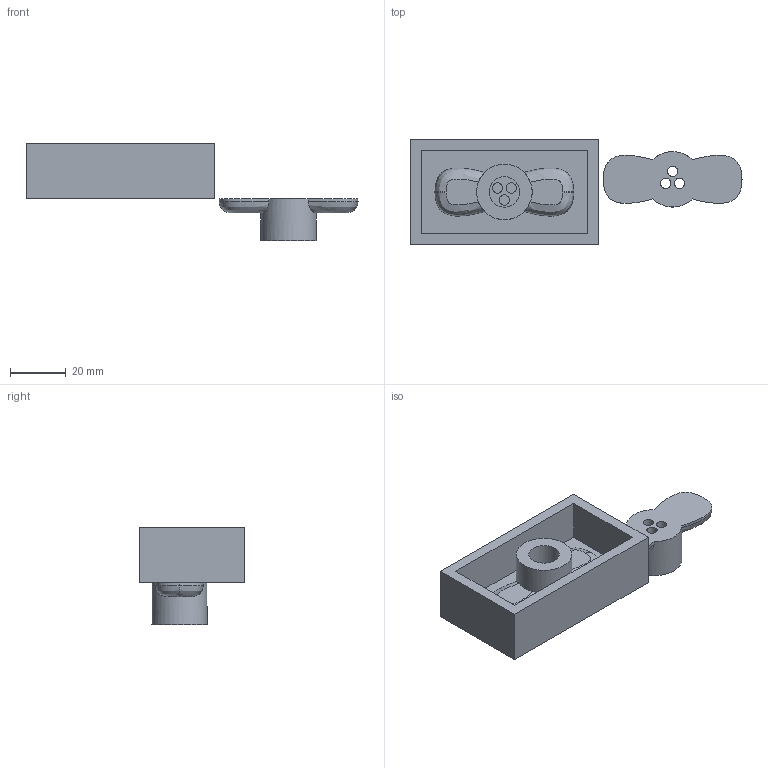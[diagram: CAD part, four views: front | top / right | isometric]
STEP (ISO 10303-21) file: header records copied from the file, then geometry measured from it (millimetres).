
FILE_DESCRIPTION(/* description */ (''),/* implementation_level */ '2;1');
FILE_NAME(/* name */ 'week10_cap3 v6.step',/* time_stamp */ '2019-03-26T12:42:48+09:00',/* author */ (''),/* organization */ (''),/* preprocessor_version */ 'ST-DEVELOPER v17.2',/* originating_system */ 'Autodesk Translation Framework v7.6.0.251',/* authorisation */ '');
FILE_SCHEMA (('AUTOMOTIVE_DESIGN { 1 0 10303 214 3 1 1 }'));
Length unit declared in the file: millimetre
Products named in the file (2): week10_cap3; Cap&Box
Assembly tree (1 placements, depth 2):
  week10_cap3
    Cap&Box
Bounding box: 119.62 x 38 x 35 mm (x, y, z)
Volume: 36235.2 mm3; surface area: 18453.6 mm2
Topology: 3 solids, 3 shells, 55 faces, 126 edges, 80 vertices
Faces by surface type: plane 21, bspline 20, cylinder 10, sphere 4
Full cylindrical faces by diameter (mm): 3.7 x6, 11 x2, 20 x2
Entity records: 3026 total; most frequent: CARTESIAN_POINT 1833, ORIENTED_EDGE 252, DIRECTION 198, EDGE_CURVE 126, VERTEX_POINT 80, AXIS2_PLACEMENT_3D 78, EDGE_LOOP 70, FACE_OUTER_BOUND 55
